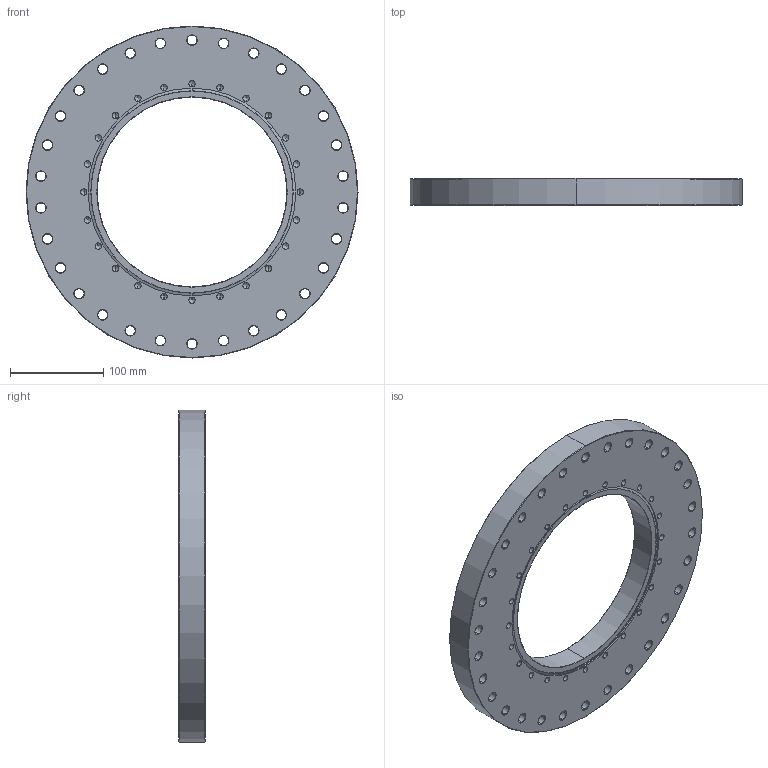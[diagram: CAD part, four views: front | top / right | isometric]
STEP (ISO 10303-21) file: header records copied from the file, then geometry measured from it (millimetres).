
FILE_DESCRIPTION (( 'STEP AP214' ), '1' );
FILE_NAME ('Hositrad_CFA300-200D.STEP', '2013-06-20T14:07:32', ( '' ), ( '' ), 'SwSTEP 2.0', 'SolidWorks 2013', '' );
FILE_SCHEMA (( 'AUTOMOTIVE_DESIGN' ));
Length unit declared in the file: millimetre
Products named in the file (1): Hositrad_CFA300-200D
Bounding box: 355.6 x 28.4 x 355.6 mm (x, y, z)
Volume: 1747155.5 mm3; surface area: 217486.5 mm2
Topology: 1 solids, 1 shells, 304 faces, 716 edges, 392 vertices
Faces by surface type: cone 184, cylinder 116, plane 4
Entity records: 9006 total; most frequent: DIRECTION 1646, CARTESIAN_POINT 1365, ORIENTED_EDGE 1336, AXIS2_PLACEMENT_3D 673, EDGE_CURVE 668, EDGE_LOOP 392, VERTEX_POINT 392, CIRCLE 368
